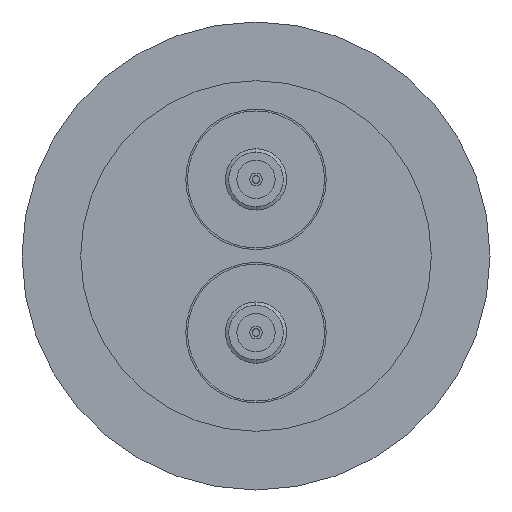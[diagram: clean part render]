
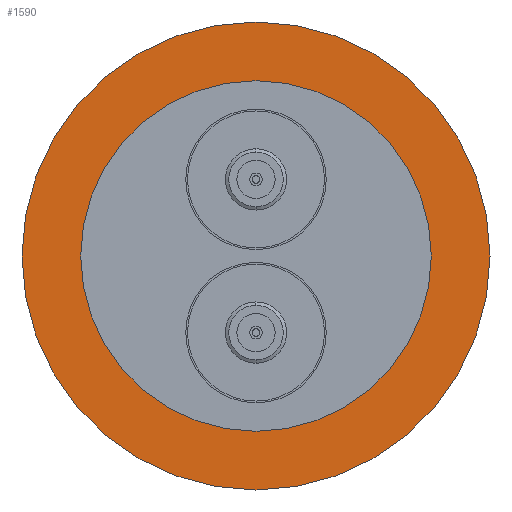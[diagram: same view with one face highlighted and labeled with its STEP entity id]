
A CAD part, left-side view. The second image highlights one B-rep face of the part: STEP entity #1590.
In plain terms, the highlighted planar face has unit normal (-1, 0, 0).
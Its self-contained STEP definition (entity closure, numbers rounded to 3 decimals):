
#6 = VERTEX_POINT ( 'NONE', #245 ) ;
#55 = ORIENTED_EDGE ( 'NONE', *, *, #1731, .T. ) ;
#103 = DIRECTION ( 'NONE',  ( 0., 0., 1. ) ) ;
#108 = CARTESIAN_POINT ( 'NONE',  ( 0., 0., 27.5 ) ) ;
#126 = DIRECTION ( 'NONE',  ( 0., 0., 1. ) ) ;
#136 = AXIS2_PLACEMENT_3D ( 'NONE', #299, #1294, #439 ) ;
#210 = CARTESIAN_POINT ( 'NONE',  ( 0., 0., -27.5 ) ) ;
#212 = AXIS2_PLACEMENT_3D ( 'NONE', #1675, #1533, #1421 ) ;
#243 = CARTESIAN_POINT ( 'NONE',  ( 0., 0., -27.5 ) ) ;
#245 = CARTESIAN_POINT ( 'NONE',  ( 0., 0., 20.6 ) ) ;
#298 = EDGE_LOOP ( 'NONE', ( #1667, #407 ) ) ;
#299 = CARTESIAN_POINT ( 'NONE',  ( 0., 0., 0. ) ) ;
#325 = ORIENTED_EDGE ( 'NONE', *, *, #1591, .T. ) ;
#326 = EDGE_CURVE ( 'NONE', #6, #930, #1714, .T. ) ;
#395 = CIRCLE ( 'NONE', #1432, 27.5 ) ;
#397 = DIRECTION ( 'NONE',  ( 1., 0., 0. ) ) ;
#407 = ORIENTED_EDGE ( 'NONE', *, *, #1762, .F. ) ;
#439 = DIRECTION ( 'NONE',  ( 0., 0., 1. ) ) ;
#580 = EDGE_LOOP ( 'NONE', ( #55, #325 ) ) ;
#633 = VERTEX_POINT ( 'NONE', #210 ) ;
#753 = AXIS2_PLACEMENT_3D ( 'NONE', #1818, #972, #103 ) ;
#787 = VERTEX_POINT ( 'NONE', #108 ) ;
#855 = AXIS2_PLACEMENT_3D ( 'NONE', #243, #397, #1396 ) ;
#930 = VERTEX_POINT ( 'NONE', #1438 ) ;
#956 = FACE_BOUND ( 'NONE', #298, .T. ) ;
#967 = PLANE ( 'NONE',  #855 ) ;
#972 = DIRECTION ( 'NONE',  ( -1., 0., 0. ) ) ;
#998 = DIRECTION ( 'NONE',  ( -1., 0., 0. ) ) ;
#1287 = CIRCLE ( 'NONE', #753, 27.5 ) ;
#1294 = DIRECTION ( 'NONE',  ( -1., 0., 0. ) ) ;
#1396 = DIRECTION ( 'NONE',  ( 0., 0., -1. ) ) ;
#1401 = CIRCLE ( 'NONE', #136, 20.6 ) ;
#1421 = DIRECTION ( 'NONE',  ( 0., 0., 1. ) ) ;
#1432 = AXIS2_PLACEMENT_3D ( 'NONE', #1838, #998, #126 ) ;
#1438 = CARTESIAN_POINT ( 'NONE',  ( 0., 0., -20.6 ) ) ;
#1533 = DIRECTION ( 'NONE',  ( -1., 0., 0. ) ) ;
#1590 = ADVANCED_FACE ( 'NONE', ( #956, #1657 ), #967, .F. ) ;
#1591 = EDGE_CURVE ( 'NONE', #633, #787, #1287, .T. ) ;
#1657 = FACE_OUTER_BOUND ( 'NONE', #580, .T. ) ;
#1667 = ORIENTED_EDGE ( 'NONE', *, *, #326, .F. ) ;
#1675 = CARTESIAN_POINT ( 'NONE',  ( 0., 0., 0. ) ) ;
#1714 = CIRCLE ( 'NONE', #212, 20.6 ) ;
#1731 = EDGE_CURVE ( 'NONE', #787, #633, #395, .T. ) ;
#1762 = EDGE_CURVE ( 'NONE', #930, #6, #1401, .T. ) ;
#1818 = CARTESIAN_POINT ( 'NONE',  ( 0., 0., 0. ) ) ;
#1838 = CARTESIAN_POINT ( 'NONE',  ( 0., 0., 0. ) ) ;
